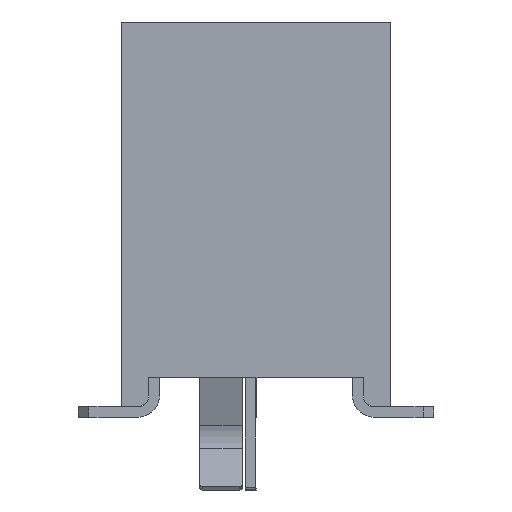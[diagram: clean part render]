
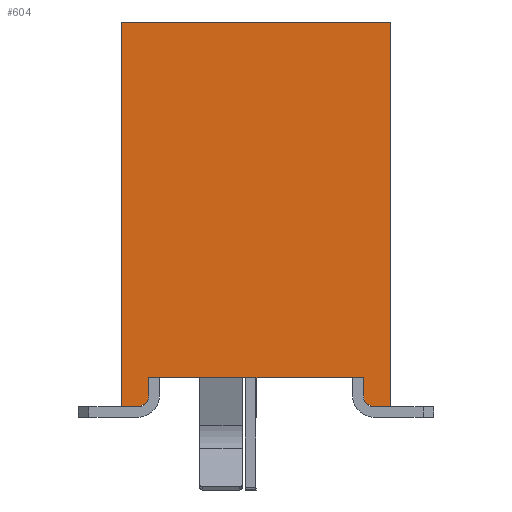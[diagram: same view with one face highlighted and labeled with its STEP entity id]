
A CAD part, left-side view. The second image highlights one B-rep face of the part: STEP entity #604.
In plain terms, the highlighted planar face has unit normal (-1, 0, 0).
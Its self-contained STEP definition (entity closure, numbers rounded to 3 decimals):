
#604 = ADVANCED_FACE( '', ( #1493 ), #1494, .T. );
#1493 = FACE_OUTER_BOUND( '', #2726, .T. );
#1494 = PLANE( '', #2727 );
#2726 = EDGE_LOOP( '', ( #4560, #4561, #4562, #4563, #4564, #4565, #4566, #4567, #4568, #4569 ) );
#2727 = AXIS2_PLACEMENT_3D( '', #4570, #4571, #4572 );
#4560 = ORIENTED_EDGE( '', *, *, #7504, .F. );
#4561 = ORIENTED_EDGE( '', *, *, #7627, .T. );
#4562 = ORIENTED_EDGE( '', *, *, #7361, .T. );
#4563 = ORIENTED_EDGE( '', *, *, #7628, .T. );
#4564 = ORIENTED_EDGE( '', *, *, #7629, .T. );
#4565 = ORIENTED_EDGE( '', *, *, #7630, .T. );
#4566 = ORIENTED_EDGE( '', *, *, #7631, .F. );
#4567 = ORIENTED_EDGE( '', *, *, #7632, .T. );
#4568 = ORIENTED_EDGE( '', *, *, #7633, .T. );
#4569 = ORIENTED_EDGE( '', *, *, #7096, .F. );
#4570 = CARTESIAN_POINT( '', ( -15.49, -2.54, -3.62 ) );
#4571 = DIRECTION( '', ( -1., 0., 0. ) );
#4572 = DIRECTION( '', ( 0., 0., 1. ) );
#7096 = EDGE_CURVE( '', #8460, #8461, #8462, .T. );
#7361 = EDGE_CURVE( '', #8917, #8918, #8919, .T. );
#7504 = EDGE_CURVE( '', #9160, #8460, #9162, .T. );
#7627 = EDGE_CURVE( '', #9160, #8917, #9359, .T. );
#7628 = EDGE_CURVE( '', #8918, #9360, #9361, .T. );
#7629 = EDGE_CURVE( '', #9360, #9362, #9363, .T. );
#7630 = EDGE_CURVE( '', #9362, #9364, #9365, .T. );
#7631 = EDGE_CURVE( '', #9366, #9364, #9367, .T. );
#7632 = EDGE_CURVE( '', #9366, #9368, #9369, .T. );
#7633 = EDGE_CURVE( '', #9368, #8461, #9370, .T. );
#8460 = VERTEX_POINT( '', #10444 );
#8461 = VERTEX_POINT( '', #10445 );
#8462 = LINE( '', #10446, #10447 );
#8917 = VERTEX_POINT( '', #11119 );
#8918 = VERTEX_POINT( '', #11120 );
#8919 = LINE( '', #11121, #11122 );
#9160 = VERTEX_POINT( '', #11476 );
#9162 = LINE( '', #11479, #11480 );
#9359 = CIRCLE( '', #11777, 0.2 );
#9360 = VERTEX_POINT( '', #11778 );
#9361 = LINE( '', #11779, #11780 );
#9362 = VERTEX_POINT( '', #11781 );
#9363 = LINE( '', #11782, #11783 );
#9364 = VERTEX_POINT( '', #11784 );
#9365 = CIRCLE( '', #11785, 0.2 );
#9366 = VERTEX_POINT( '', #11786 );
#9367 = LINE( '', #11787, #11788 );
#9368 = VERTEX_POINT( '', #11789 );
#9369 = LINE( '', #11790, #11791 );
#9370 = LINE( '', #11792, #11793 );
#10444 = CARTESIAN_POINT( '', ( -15.49, 2.54, -3.62 ) );
#10445 = CARTESIAN_POINT( '', ( -15.49, 2.54, 3.62 ) );
#10446 = CARTESIAN_POINT( '', ( -15.49, 2.54, -3.62 ) );
#10447 = VECTOR( '', #13348, 1000. );
#11119 = CARTESIAN_POINT( '', ( -15.49, 2.02, -3.42 ) );
#11120 = CARTESIAN_POINT( '', ( -15.49, 2.02, -3.08 ) );
#11121 = CARTESIAN_POINT( '', ( -15.49, 2.02, -3.62 ) );
#11122 = VECTOR( '', #13587, 1000. );
#11476 = CARTESIAN_POINT( '', ( -15.49, 2.22, -3.62 ) );
#11479 = CARTESIAN_POINT( '', ( -15.49, -2.54, -3.62 ) );
#11480 = VECTOR( '', #13723, 1000. );
#11777 = AXIS2_PLACEMENT_3D( '', #13818, #13819, #13820 );
#11778 = CARTESIAN_POINT( '', ( -15.49, -2.02, -3.08 ) );
#11779 = CARTESIAN_POINT( '', ( -15.49, -2.54, -3.08 ) );
#11780 = VECTOR( '', #13821, 1000. );
#11781 = CARTESIAN_POINT( '', ( -15.49, -2.02, -3.42 ) );
#11782 = CARTESIAN_POINT( '', ( -15.49, -2.02, -3.62 ) );
#11783 = VECTOR( '', #13822, 1000. );
#11784 = CARTESIAN_POINT( '', ( -15.49, -2.22, -3.62 ) );
#11785 = AXIS2_PLACEMENT_3D( '', #13823, #13824, #13825 );
#11786 = CARTESIAN_POINT( '', ( -15.49, -2.54, -3.62 ) );
#11787 = CARTESIAN_POINT( '', ( -15.49, -2.54, -3.62 ) );
#11788 = VECTOR( '', #13826, 1000. );
#11789 = CARTESIAN_POINT( '', ( -15.49, -2.54, 3.62 ) );
#11790 = CARTESIAN_POINT( '', ( -15.49, -2.54, -3.62 ) );
#11791 = VECTOR( '', #13827, 1000. );
#11792 = CARTESIAN_POINT( '', ( -15.49, -2.54, 3.62 ) );
#11793 = VECTOR( '', #13828, 1000. );
#13348 = DIRECTION( '', ( 0., 0., 1. ) );
#13587 = DIRECTION( '', ( 0., 0., 1. ) );
#13723 = DIRECTION( '', ( 0., 1., 0. ) );
#13818 = CARTESIAN_POINT( '', ( -15.49, 2.22, -3.42 ) );
#13819 = DIRECTION( '', ( -1., 0., 0. ) );
#13820 = DIRECTION( '', ( 0., 0., 1. ) );
#13821 = DIRECTION( '', ( 0., -1., 0. ) );
#13822 = DIRECTION( '', ( 0., 0., -1. ) );
#13823 = CARTESIAN_POINT( '', ( -15.49, -2.22, -3.42 ) );
#13824 = DIRECTION( '', ( -1., 0., 0. ) );
#13825 = DIRECTION( '', ( 0., 0., 1. ) );
#13826 = DIRECTION( '', ( 0., 1., 0. ) );
#13827 = DIRECTION( '', ( 0., 0., 1. ) );
#13828 = DIRECTION( '', ( 0., 1., 0. ) );
